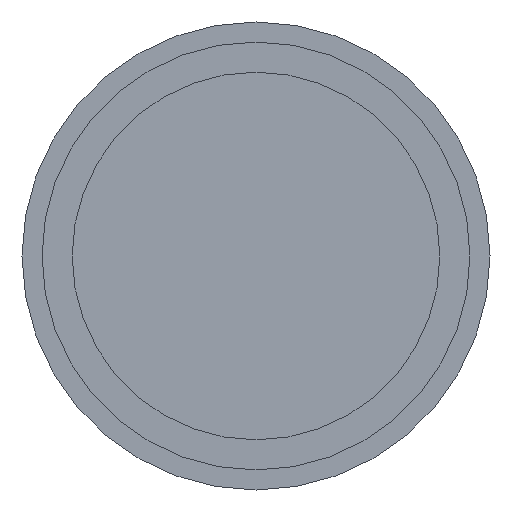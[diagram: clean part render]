
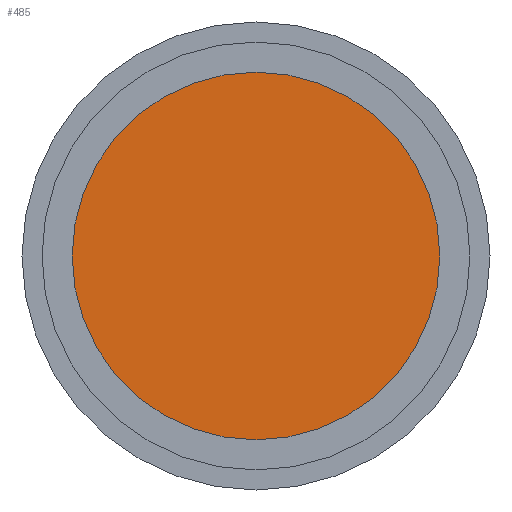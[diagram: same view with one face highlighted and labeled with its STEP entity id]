
A CAD part, front view. The second image highlights one B-rep face of the part: STEP entity #485.
In plain terms, the highlighted planar face has unit normal (0, -1, 0).
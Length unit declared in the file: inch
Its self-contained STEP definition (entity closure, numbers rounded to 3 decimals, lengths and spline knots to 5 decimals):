
#7 = CARTESIAN_POINT ( 'NONE',  ( 1.375, -0.5, 0. ) ) ;
#36 = ORIENTED_EDGE ( 'NONE', *, *, #513, .T. ) ;
#63 = DIRECTION ( 'NONE',  ( 0., -1., 0. ) ) ;
#68 = CARTESIAN_POINT ( 'NONE',  ( 0., -0.5, 0. ) ) ;
#98 = FACE_OUTER_BOUND ( 'NONE', #437, .T. ) ;
#108 = DIRECTION ( 'NONE',  ( 1., 0., 0. ) ) ;
#154 = CARTESIAN_POINT ( 'NONE',  ( 0., -0.5, 0. ) ) ;
#159 = DIRECTION ( 'NONE',  ( 1., 0., 0. ) ) ;
#215 = PLANE ( 'NONE',  #406 ) ;
#251 = CARTESIAN_POINT ( 'NONE',  ( 0., -0.5, 0. ) ) ;
#258 = CIRCLE ( 'NONE', #537, 1.375 ) ;
#314 = VERTEX_POINT ( 'NONE', #391 ) ;
#367 = ORIENTED_EDGE ( 'NONE', *, *, #574, .T. ) ;
#374 = AXIS2_PLACEMENT_3D ( 'NONE', #68, #63, #159 ) ;
#391 = CARTESIAN_POINT ( 'NONE',  ( -1.375, -0.5, 0. ) ) ;
#406 = AXIS2_PLACEMENT_3D ( 'NONE', #154, #451, #108 ) ;
#437 = EDGE_LOOP ( 'NONE', ( #36, #367 ) ) ;
#446 = DIRECTION ( 'NONE',  ( 0., -1., 0. ) ) ;
#451 = DIRECTION ( 'NONE',  ( 0., -1., 0. ) ) ;
#458 = VERTEX_POINT ( 'NONE', #7 ) ;
#485 = ADVANCED_FACE ( 'NONE', ( #98 ), #215, .T. ) ;
#513 = EDGE_CURVE ( 'NONE', #314, #458, #551, .T. ) ;
#537 = AXIS2_PLACEMENT_3D ( 'NONE', #251, #446, #601 ) ;
#551 = CIRCLE ( 'NONE', #374, 1.375 ) ;
#574 = EDGE_CURVE ( 'NONE', #458, #314, #258, .T. ) ;
#601 = DIRECTION ( 'NONE',  ( 1., 0., 0. ) ) ;
